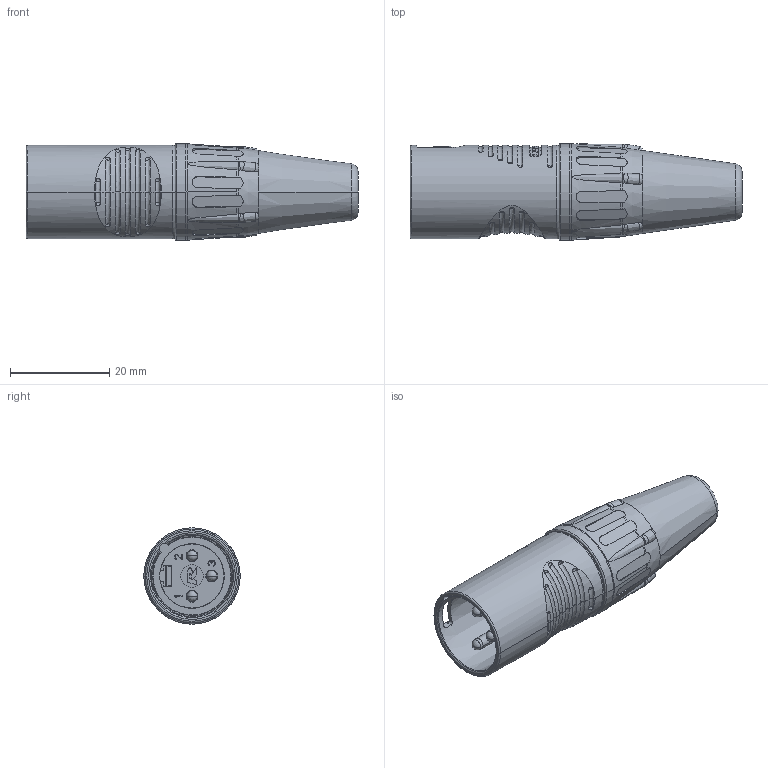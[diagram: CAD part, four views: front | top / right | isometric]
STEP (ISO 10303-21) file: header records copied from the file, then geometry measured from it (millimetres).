
FILE_DESCRIPTION((''),'2;1');
FILE_NAME('RC3M','2021-04-06T',('xhp'),(''),'PRO/ENGINEER BY PARAMETRIC TECHNOLOGY CORPORATION, 2013040','PRO/ENGINEER BY PARAMETRIC TECHNOLOGY CORPORATION, 2013040','');
FILE_SCHEMA(('CONFIG_CONTROL_DESIGN'));
Length unit declared in the file: millimetre
Products named in the file (1): RC3M
Bounding box: 66.8 x 19.4 x 19.4 mm (x, y, z)
Volume: 12697.3 mm3; surface area: 6335.7 mm2
Topology: 1 solids, 5 shells, 544 faces, 1492 edges, 963 vertices
Faces by surface type: plane 266, bspline 113, cylinder 71, cone 44, torus 40, sphere 6, extrusion 4
Entity records: 27842 total; most frequent: CARTESIAN_POINT 15287, ORIENTED_EDGE 2962, DIRECTION 2088, EDGE_CURVE 1481, VERTEX_POINT 962, AXIS2_PLACEMENT_3D 737, VECTOR 614, LINE 610
